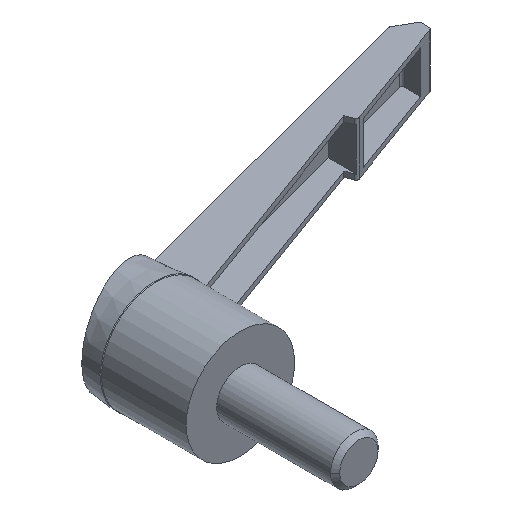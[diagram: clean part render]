
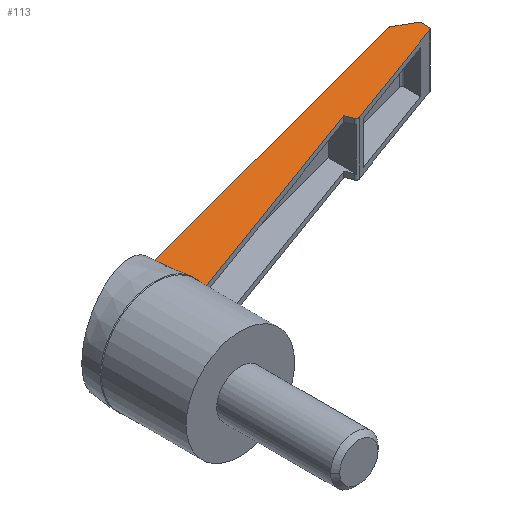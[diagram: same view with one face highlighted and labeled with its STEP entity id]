
A CAD part, isometric view. The second image highlights one B-rep face of the part: STEP entity #113.
In plain terms, the highlighted planar face has unit normal (0, 0, 1).
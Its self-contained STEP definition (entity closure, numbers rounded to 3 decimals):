
#113 = ADVANCED_FACE( '', ( #197 ), #198, .T. );
#197 = FACE_OUTER_BOUND( '', #286, .T. );
#198 = PLANE( '', #287 );
#286 = EDGE_LOOP( '', ( #601, #602, #603, #604, #605, #606, #607, #608, #609, #610, #611 ) );
#287 = AXIS2_PLACEMENT_3D( '', #612, #613, #614 );
#601 = ORIENTED_EDGE( '', *, *, #759, .F. );
#602 = ORIENTED_EDGE( '', *, *, #734, .T. );
#603 = ORIENTED_EDGE( '', *, *, #724, .T. );
#604 = ORIENTED_EDGE( '', *, *, #751, .T. );
#605 = ORIENTED_EDGE( '', *, *, #753, .T. );
#606 = ORIENTED_EDGE( '', *, *, #755, .T. );
#607 = ORIENTED_EDGE( '', *, *, #757, .T. );
#608 = ORIENTED_EDGE( '', *, *, #758, .T. );
#609 = ORIENTED_EDGE( '', *, *, #748, .T. );
#610 = ORIENTED_EDGE( '', *, *, #760, .F. );
#611 = ORIENTED_EDGE( '', *, *, #667, .F. );
#612 = CARTESIAN_POINT( '', ( 0., 0., 4.5 ) );
#613 = DIRECTION( '', ( 0., 0., 1. ) );
#614 = DIRECTION( '', ( 1., 0., 0. ) );
#667 = EDGE_CURVE( '', #795, #797, #798, .T. );
#724 = EDGE_CURVE( '', #892, #890, #893, .T. );
#734 = EDGE_CURVE( '', #908, #892, #909, .T. );
#748 = EDGE_CURVE( '', #929, #927, #930, .T. );
#751 = EDGE_CURVE( '', #890, #932, #934, .T. );
#753 = EDGE_CURVE( '', #932, #935, #937, .T. );
#755 = EDGE_CURVE( '', #935, #938, #940, .T. );
#757 = EDGE_CURVE( '', #938, #941, #943, .T. );
#758 = EDGE_CURVE( '', #941, #929, #944, .T. );
#759 = EDGE_CURVE( '', #908, #795, #945, .T. );
#760 = EDGE_CURVE( '', #797, #927, #946, .T. );
#795 = VERTEX_POINT( '', #995 );
#797 = VERTEX_POINT( '', #997 );
#798 = B_SPLINE_CURVE_WITH_KNOTS( '', 3, ( #998, #999, #1000, #1001, #1002, #1003, #1004, #1005, #1006, #1007 ), .UNSPECIFIED., .F., .F., ( 4, 2, 2, 2, 4 ), ( -0.318, -0.283, -0.244, -0.203, -0.159 ), .UNSPECIFIED. );
#890 = VERTEX_POINT( '', #1164 );
#892 = VERTEX_POINT( '', #1167 );
#893 = LINE( '', #1168, #1169 );
#908 = VERTEX_POINT( '', #1238 );
#909 = LINE( '', #1239, #1240 );
#927 = VERTEX_POINT( '', #1272 );
#929 = VERTEX_POINT( '', #1274 );
#930 = LINE( '', #1275, #1276 );
#932 = VERTEX_POINT( '', #1279 );
#934 = CIRCLE( '', #1282, 0.4 );
#935 = VERTEX_POINT( '', #1283 );
#937 = LINE( '', #1286, #1287 );
#938 = VERTEX_POINT( '', #1288 );
#940 = CIRCLE( '', #1291, 0.5 );
#941 = VERTEX_POINT( '', #1292 );
#943 = LINE( '', #1295, #1296 );
#944 = LINE( '', #1297, #1298 );
#945 = LINE( '', #1299, #1300 );
#946 = ( B_SPLINE_CURVE( 2, ( #1302, #1303, #1304 ), .UNSPECIFIED., .F., .F. )B_SPLINE_CURVE_WITH_KNOTS( ( 3, 3 ), ( 0., 6.93 ), .UNSPECIFIED. )RATIONAL_B_SPLINE_CURVE( ( 1., 1.003, 1.004 ) )BOUNDED_CURVE(  )REPRESENTATION_ITEM( '' )GEOMETRIC_REPRESENTATION_ITEM(  )CURVE(  ) );
#995 = CARTESIAN_POINT( '', ( 7.967, 14.3, 4.5 ) );
#997 = CARTESIAN_POINT( '', ( 8.082, 14.4, 4.5 ) );
#998 = CARTESIAN_POINT( '', ( 7.967, 14.3, 4.5 ) );
#999 = CARTESIAN_POINT( '', ( 7.967, 14.312, 4.5 ) );
#1000 = CARTESIAN_POINT( '', ( 7.97, 14.326, 4.5 ) );
#1001 = CARTESIAN_POINT( '', ( 7.98, 14.348, 4.5 ) );
#1002 = CARTESIAN_POINT( '', ( 7.989, 14.36, 4.5 ) );
#1003 = CARTESIAN_POINT( '', ( 8.009, 14.378, 4.5 ) );
#1004 = CARTESIAN_POINT( '', ( 8.023, 14.387, 4.5 ) );
#1005 = CARTESIAN_POINT( '', ( 8.049, 14.397, 4.5 ) );
#1006 = CARTESIAN_POINT( '', ( 8.067, 14.4, 4.5 ) );
#1007 = CARTESIAN_POINT( '', ( 8.082, 14.4, 4.5 ) );
#1164 = CARTESIAN_POINT( '', ( 45.363, 26.094, 4.5 ) );
#1167 = CARTESIAN_POINT( '', ( 44.884, 27.41, 4.5 ) );
#1168 = CARTESIAN_POINT( '', ( 44.884, 27.41, 4.5 ) );
#1169 = VECTOR( '', #1439, 1. );
#1238 = CARTESIAN_POINT( '', ( 7.967, 13.973, 4.5 ) );
#1239 = CARTESIAN_POINT( '', ( 0., 11.073, 4.5 ) );
#1240 = VECTOR( '', #1453, 1. );
#1272 = CARTESIAN_POINT( '', ( 7.3, 22.107, 4.5 ) );
#1274 = CARTESIAN_POINT( '', ( 61.75, 36.5, 4.5 ) );
#1275 = CARTESIAN_POINT( '', ( 61.75, 36.5, 4.5 ) );
#1276 = VECTOR( '', #1480, 1. );
#1279 = CARTESIAN_POINT( '', ( 45.876, 25.855, 4.5 ) );
#1282 = AXIS2_PLACEMENT_3D( '', #1483, #1484, #1485 );
#1283 = CARTESIAN_POINT( '', ( 64.671, 32.696, 4.5 ) );
#1286 = CARTESIAN_POINT( '', ( 45.876, 25.855, 4.5 ) );
#1287 = VECTOR( '', #1487, 1. );
#1288 = CARTESIAN_POINT( '', ( 65., 33.166, 4.5 ) );
#1291 = AXIS2_PLACEMENT_3D( '', #1489, #1490, #1491 );
#1292 = CARTESIAN_POINT( '', ( 65., 34.675, 4.5 ) );
#1295 = CARTESIAN_POINT( '', ( 65., 33.166, 4.5 ) );
#1296 = VECTOR( '', #1493, 1. );
#1297 = CARTESIAN_POINT( '', ( 65., 34.675, 4.5 ) );
#1298 = VECTOR( '', #1494, 1. );
#1299 = CARTESIAN_POINT( '', ( 7.967, 12.687, 4.5 ) );
#1300 = VECTOR( '', #1495, 1. );
#1302 = CARTESIAN_POINT( '', ( 8.082, 14.4, 4.5 ) );
#1303 = CARTESIAN_POINT( '', ( 7.676, 18.449, 4.5 ) );
#1304 = CARTESIAN_POINT( '', ( 7.3, 22.107, 4.5 ) );
#1439 = DIRECTION( '', ( 0.342, -0.94, 0. ) );
#1453 = DIRECTION( '', ( 0.94, 0.342, 0. ) );
#1480 = DIRECTION( '', ( -0.967, -0.256, 0. ) );
#1483 = CARTESIAN_POINT( '', ( 45.739, 26.231, 4.5 ) );
#1484 = DIRECTION( '', ( 0., 0., 1. ) );
#1485 = DIRECTION( '', ( -0.94, -0.342, 0. ) );
#1487 = DIRECTION( '', ( 0.94, 0.342, 0. ) );
#1489 = CARTESIAN_POINT( '', ( 64.5, 33.166, 4.5 ) );
#1490 = DIRECTION( '', ( 0., 0., 1. ) );
#1491 = DIRECTION( '', ( 0.342, -0.94, 0. ) );
#1493 = DIRECTION( '', ( 0., 1., 0. ) );
#1494 = DIRECTION( '', ( -0.872, 0.49, 0. ) );
#1495 = DIRECTION( '', ( 0., 1., 0. ) );
